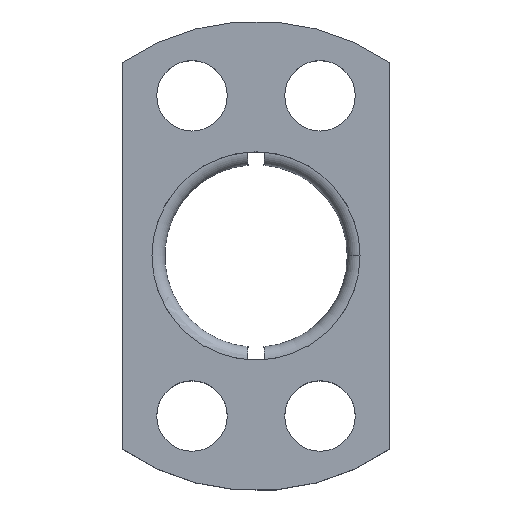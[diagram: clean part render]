
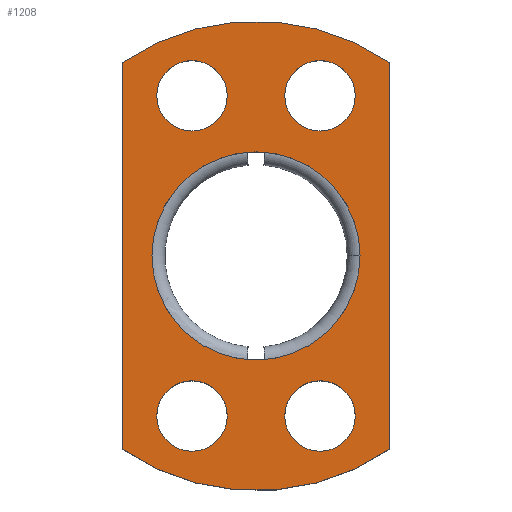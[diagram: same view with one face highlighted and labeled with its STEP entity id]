
A CAD part, top view. The second image highlights one B-rep face of the part: STEP entity #1208.
In plain terms, the highlighted planar face has unit normal (0, 0, 1).
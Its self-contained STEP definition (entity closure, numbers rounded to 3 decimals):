
#49 = CARTESIAN_POINT ( 'NONE',  ( -6., 15., 0. ) ) ;
#54 = CARTESIAN_POINT ( 'NONE',  ( 6., -15., 0. ) ) ;
#67 = DIRECTION ( 'NONE',  ( 0., 1., 0. ) ) ;
#98 = AXIS2_PLACEMENT_3D ( 'NONE', #197, #1091, #330 ) ;
#110 = CARTESIAN_POINT ( 'NONE',  ( 12.5, 0., 0. ) ) ;
#116 = EDGE_CURVE ( 'NONE', #834, #356, #449, .T. ) ;
#117 = VECTOR ( 'NONE', #377, 1000. ) ;
#125 = CARTESIAN_POINT ( 'NONE',  ( 2.7, 15., 0. ) ) ;
#133 = VERTEX_POINT ( 'NONE', #476 ) ;
#140 = EDGE_CURVE ( 'NONE', #356, #834, #1125, .T. ) ;
#159 = ORIENTED_EDGE ( 'NONE', *, *, #1029, .F. ) ;
#172 = DIRECTION ( 'NONE',  ( 0., 0., 1. ) ) ;
#182 = DIRECTION ( 'NONE',  ( -1., 0., 0. ) ) ;
#186 = DIRECTION ( 'NONE',  ( -1., 0., 0. ) ) ;
#197 = CARTESIAN_POINT ( 'NONE',  ( 0., 0., 0. ) ) ;
#199 = AXIS2_PLACEMENT_3D ( 'NONE', #1369, #597, #1497 ) ;
#216 = FACE_BOUND ( 'NONE', #691, .T. ) ;
#229 = DIRECTION ( 'NONE',  ( 0., 0., -1. ) ) ;
#237 = DIRECTION ( 'NONE',  ( 1., 0., 0. ) ) ;
#250 = VERTEX_POINT ( 'NONE', #511 ) ;
#255 = DIRECTION ( 'NONE',  ( 0., 0., 1. ) ) ;
#266 = DIRECTION ( 'NONE',  ( 0., 0., -1. ) ) ;
#285 = AXIS2_PLACEMENT_3D ( 'NONE', #1105, #345, #1242 ) ;
#290 = EDGE_LOOP ( 'NONE', ( #159, #1474, #437, #749 ) ) ;
#316 = CARTESIAN_POINT ( 'NONE',  ( -9.75, 0., 0. ) ) ;
#323 = EDGE_CURVE ( 'NONE', #1167, #1406, #343, .T. ) ;
#330 = DIRECTION ( 'NONE',  ( 1., 0., 0. ) ) ;
#343 = CIRCLE ( 'NONE', #1663, 3.3 ) ;
#345 = DIRECTION ( 'NONE',  ( 0., 0., -1. ) ) ;
#349 = EDGE_LOOP ( 'NONE', ( #355, #645 ) ) ;
#355 = ORIENTED_EDGE ( 'NONE', *, *, #1154, .T. ) ;
#356 = VERTEX_POINT ( 'NONE', #976 ) ;
#377 = DIRECTION ( 'NONE',  ( 0., -1., 0. ) ) ;
#396 = ORIENTED_EDGE ( 'NONE', *, *, #1298, .T. ) ;
#401 = CARTESIAN_POINT ( 'NONE',  ( -6., -15., 0. ) ) ;
#418 = EDGE_LOOP ( 'NONE', ( #1081, #787 ) ) ;
#437 = ORIENTED_EDGE ( 'NONE', *, *, #1556, .F. ) ;
#449 = CIRCLE ( 'NONE', #199, 3.3 ) ;
#476 = CARTESIAN_POINT ( 'NONE',  ( 9.75, 0., 0. ) ) ;
#479 = EDGE_LOOP ( 'NONE', ( #550, #1260 ) ) ;
#511 = CARTESIAN_POINT ( 'NONE',  ( -9.3, 15., 0. ) ) ;
#527 = EDGE_CURVE ( 'NONE', #133, #959, #1039, .T. ) ;
#532 = FACE_OUTER_BOUND ( 'NONE', #290, .T. ) ;
#535 = DIRECTION ( 'NONE',  ( -1., 0., 0. ) ) ;
#550 = ORIENTED_EDGE ( 'NONE', *, *, #527, .F. ) ;
#554 = CARTESIAN_POINT ( 'NONE',  ( -9.75, 0., 0. ) ) ;
#559 = CARTESIAN_POINT ( 'NONE',  ( -6., 15., 0. ) ) ;
#563 = FACE_BOUND ( 'NONE', #418, .T. ) ;
#574 = AXIS2_PLACEMENT_3D ( 'NONE', #1013, #255, #1152 ) ;
#580 = CARTESIAN_POINT ( 'NONE',  ( 9.3, -15., 0. ) ) ;
#583 = EDGE_CURVE ( 'NONE', #1303, #1559, #621, .T. ) ;
#592 = AXIS2_PLACEMENT_3D ( 'NONE', #49, #938, #182 ) ;
#597 = DIRECTION ( 'NONE',  ( 0., 0., -1. ) ) ;
#621 = CIRCLE ( 'NONE', #574, 22. ) ;
#633 = EDGE_CURVE ( 'NONE', #1065, #963, #1471, .T. ) ;
#640 = CIRCLE ( 'NONE', #1045, 3.3 ) ;
#645 = ORIENTED_EDGE ( 'NONE', *, *, #323, .T. ) ;
#651 = VERTEX_POINT ( 'NONE', #895 ) ;
#667 = PLANE ( 'NONE',  #1564 ) ;
#671 = DIRECTION ( 'NONE',  ( -1., 0., 0. ) ) ;
#679 = LINE ( 'NONE', #1481, #1292 ) ;
#680 = DIRECTION ( 'NONE',  ( -1., 0., 0. ) ) ;
#691 = EDGE_LOOP ( 'NONE', ( #1006, #1025 ) ) ;
#727 = CARTESIAN_POINT ( 'NONE',  ( -2.7, -15., 0. ) ) ;
#749 = ORIENTED_EDGE ( 'NONE', *, *, #583, .T. ) ;
#768 = CIRCLE ( 'NONE', #901, 22. ) ;
#780 = CIRCLE ( 'NONE', #592, 3.3 ) ;
#787 = ORIENTED_EDGE ( 'NONE', *, *, #140, .T. ) ;
#788 = CARTESIAN_POINT ( 'NONE',  ( -12.5, -18.104, 0. ) ) ;
#794 = LINE ( 'NONE', #110, #117 ) ;
#834 = VERTEX_POINT ( 'NONE', #125 ) ;
#859 = FACE_BOUND ( 'NONE', #479, .T. ) ;
#895 = CARTESIAN_POINT ( 'NONE',  ( -2.7, 15., 0. ) ) ;
#901 = AXIS2_PLACEMENT_3D ( 'NONE', #929, #172, #1064 ) ;
#905 = CARTESIAN_POINT ( 'NONE',  ( -12.5, 18.104, 0. ) ) ;
#920 = EDGE_CURVE ( 'NONE', #1584, #971, #768, .T. ) ;
#929 = CARTESIAN_POINT ( 'NONE',  ( 0., 0., 0. ) ) ;
#938 = DIRECTION ( 'NONE',  ( 0., 0., -1. ) ) ;
#942 = DIRECTION ( 'NONE',  ( 0., 0., -1. ) ) ;
#956 = EDGE_CURVE ( 'NONE', #963, #1065, #1147, .T. ) ;
#959 = VERTEX_POINT ( 'NONE', #316 ) ;
#963 = VERTEX_POINT ( 'NONE', #580 ) ;
#966 = CIRCLE ( 'NONE', #1419, 3.3 ) ;
#971 = VERTEX_POINT ( 'NONE', #1348 ) ;
#976 = CARTESIAN_POINT ( 'NONE',  ( 9.3, 15., 0. ) ) ;
#979 = CARTESIAN_POINT ( 'NONE',  ( -6., -15., 0. ) ) ;
#983 = AXIS2_PLACEMENT_3D ( 'NONE', #1028, #266, #1161 ) ;
#992 = DIRECTION ( 'NONE',  ( 0., 0., 1. ) ) ;
#1006 = ORIENTED_EDGE ( 'NONE', *, *, #633, .T. ) ;
#1011 = ORIENTED_EDGE ( 'NONE', *, *, #1666, .T. ) ;
#1013 = CARTESIAN_POINT ( 'NONE',  ( 0., 0., 0. ) ) ;
#1018 = EDGE_CURVE ( 'NONE', #959, #133, #1329, .T. ) ;
#1025 = ORIENTED_EDGE ( 'NONE', *, *, #956, .T. ) ;
#1028 = CARTESIAN_POINT ( 'NONE',  ( 6., -15., 0. ) ) ;
#1029 = EDGE_CURVE ( 'NONE', #1584, #1559, #679, .T. ) ;
#1039 = CIRCLE ( 'NONE', #1554, 9.75 ) ;
#1045 = AXIS2_PLACEMENT_3D ( 'NONE', #979, #229, #1120 ) ;
#1064 = DIRECTION ( 'NONE',  ( 1., 0., 0. ) ) ;
#1065 = VERTEX_POINT ( 'NONE', #1233 ) ;
#1071 = CARTESIAN_POINT ( 'NONE',  ( 12.5, 18.104, 0. ) ) ;
#1081 = ORIENTED_EDGE ( 'NONE', *, *, #116, .T. ) ;
#1091 = DIRECTION ( 'NONE',  ( 0., 0., 1. ) ) ;
#1105 = CARTESIAN_POINT ( 'NONE',  ( 6., 15., 0. ) ) ;
#1120 = DIRECTION ( 'NONE',  ( -1., 0., 0. ) ) ;
#1125 = CIRCLE ( 'NONE', #285, 3.3 ) ;
#1147 = CIRCLE ( 'NONE', #1255, 3.3 ) ;
#1152 = DIRECTION ( 'NONE',  ( 1., 0., 0. ) ) ;
#1154 = EDGE_CURVE ( 'NONE', #1406, #1167, #640, .T. ) ;
#1161 = DIRECTION ( 'NONE',  ( -1., 0., 0. ) ) ;
#1167 = VERTEX_POINT ( 'NONE', #727 ) ;
#1202 = FACE_BOUND ( 'NONE', #1628, .T. ) ;
#1208 = ADVANCED_FACE ( 'NONE', ( #563, #216, #1551, #1202, #859, #532 ), #667, .F. ) ;
#1233 = CARTESIAN_POINT ( 'NONE',  ( 2.7, -15., 0. ) ) ;
#1242 = DIRECTION ( 'NONE',  ( -1., 0., 0. ) ) ;
#1255 = AXIS2_PLACEMENT_3D ( 'NONE', #54, #942, #186 ) ;
#1260 = ORIENTED_EDGE ( 'NONE', *, *, #1018, .F. ) ;
#1285 = CARTESIAN_POINT ( 'NONE',  ( 0., 0., 0. ) ) ;
#1292 = VECTOR ( 'NONE', #67, 1000. ) ;
#1298 = EDGE_CURVE ( 'NONE', #651, #250, #780, .T. ) ;
#1301 = DIRECTION ( 'NONE',  ( 0., 0., -1. ) ) ;
#1303 = VERTEX_POINT ( 'NONE', #1071 ) ;
#1329 = CIRCLE ( 'NONE', #98, 9.75 ) ;
#1348 = CARTESIAN_POINT ( 'NONE',  ( 12.5, -18.104, 0. ) ) ;
#1369 = CARTESIAN_POINT ( 'NONE',  ( 6., 15., 0. ) ) ;
#1406 = VERTEX_POINT ( 'NONE', #1494 ) ;
#1419 = AXIS2_PLACEMENT_3D ( 'NONE', #559, #1451, #680 ) ;
#1446 = DIRECTION ( 'NONE',  ( 0., 0., -1. ) ) ;
#1451 = DIRECTION ( 'NONE',  ( 0., 0., -1. ) ) ;
#1471 = CIRCLE ( 'NONE', #983, 3.3 ) ;
#1474 = ORIENTED_EDGE ( 'NONE', *, *, #920, .T. ) ;
#1481 = CARTESIAN_POINT ( 'NONE',  ( -12.5, 0., 0. ) ) ;
#1494 = CARTESIAN_POINT ( 'NONE',  ( -9.3, -15., 0. ) ) ;
#1497 = DIRECTION ( 'NONE',  ( -1., 0., 0. ) ) ;
#1551 = FACE_BOUND ( 'NONE', #349, .T. ) ;
#1554 = AXIS2_PLACEMENT_3D ( 'NONE', #1285, #992, #237 ) ;
#1556 = EDGE_CURVE ( 'NONE', #1303, #971, #794, .T. ) ;
#1559 = VERTEX_POINT ( 'NONE', #905 ) ;
#1564 = AXIS2_PLACEMENT_3D ( 'NONE', #554, #1446, #671 ) ;
#1584 = VERTEX_POINT ( 'NONE', #788 ) ;
#1628 = EDGE_LOOP ( 'NONE', ( #1011, #396 ) ) ;
#1663 = AXIS2_PLACEMENT_3D ( 'NONE', #401, #1301, #535 ) ;
#1666 = EDGE_CURVE ( 'NONE', #250, #651, #966, .T. ) ;
